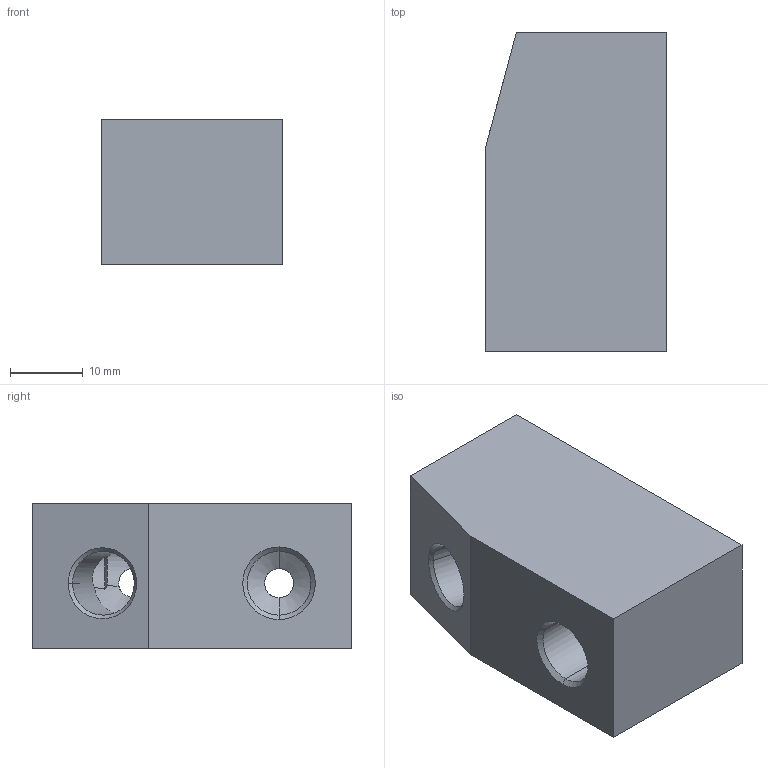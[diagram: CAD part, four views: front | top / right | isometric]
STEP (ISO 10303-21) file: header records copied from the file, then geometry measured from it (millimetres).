
FILE_DESCRIPTION (( 'STEP AP214' ), '1' );
FILE_NAME ('20-05_P0009.STEP', '2023-06-12T13:47:25', ( '' ), ( '' ), 'SwSTEP 2.0', 'SolidWorks 2022', '' );
FILE_SCHEMA (( 'AUTOMOTIVE_DESIGN' ));
Length unit declared in the file: millimetre
Products named in the file (1): 20-05_P0009
Bounding box: 25 x 44 x 20 mm (x, y, z)
Volume: 17832 mm3; surface area: 6473.7 mm2
Topology: 1 solids, 1 shells, 61 faces, 157 edges, 91 vertices
Faces by surface type: cone 30, cylinder 24, plane 7
Entity records: 2296 total; most frequent: CARTESIAN_POINT 553, ORIENTED_EDGE 302, DIRECTION 297, EDGE_CURVE 151, AXIS2_PLACEMENT_3D 117, VERTEX_POINT 91, EDGE_LOOP 68, VECTOR 63
